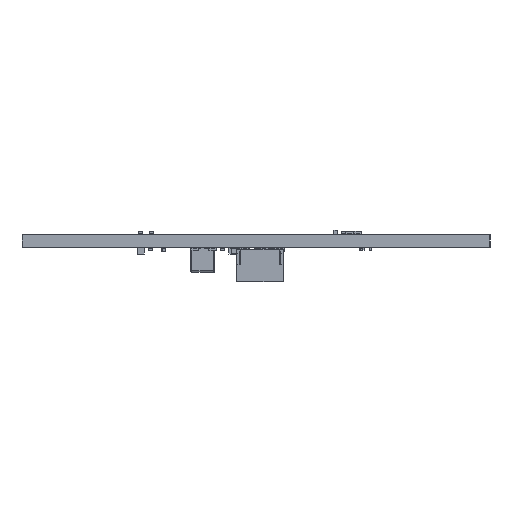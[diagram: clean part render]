
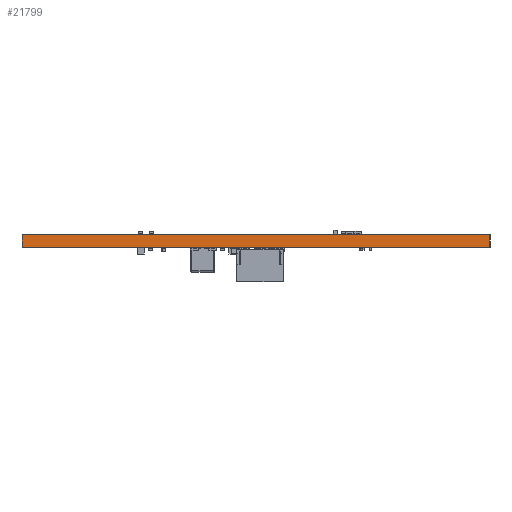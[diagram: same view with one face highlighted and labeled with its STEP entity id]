
A CAD part, left-side view. The second image highlights one B-rep face of the part: STEP entity #21799.
In plain terms, the highlighted planar face has unit normal (-1, 0, 0).
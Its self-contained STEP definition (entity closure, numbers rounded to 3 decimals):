
#21799 = ADVANCED_FACE('',(#21800),#21814,.F.);
#21800 = FACE_BOUND('',#21801,.F.);
#21801 = EDGE_LOOP('',(#21802,#21837,#21865,#21893));
#21802 = ORIENTED_EDGE('',*,*,#21803,.T.);
#21803 = EDGE_CURVE('',#21804,#21806,#21808,.T.);
#21804 = VERTEX_POINT('',#21805);
#21805 = CARTESIAN_POINT('',(113.,-70.,0.));
#21806 = VERTEX_POINT('',#21807);
#21807 = CARTESIAN_POINT('',(113.,-70.,1.6));
#21808 = SURFACE_CURVE('',#21809,(#21813,#21825),.PCURVE_S1.);
#21809 = LINE('',#21810,#21811);
#21810 = CARTESIAN_POINT('',(113.,-70.,0.));
#21811 = VECTOR('',#21812,1.);
#21812 = DIRECTION('',(0.,0.,1.));
#21813 = PCURVE('',#21814,#21819);
#21814 = PLANE('',#21815);
#21815 = AXIS2_PLACEMENT_3D('',#21816,#21817,#21818);
#21816 = CARTESIAN_POINT('',(113.,-70.,0.));
#21817 = DIRECTION('',(1.,0.,-0.));
#21818 = DIRECTION('',(0.,-1.,0.));
#21819 = DEFINITIONAL_REPRESENTATION('',(#21820),#21824);
#21820 = LINE('',#21821,#21822);
#21821 = CARTESIAN_POINT('',(0.,0.));
#21822 = VECTOR('',#21823,1.);
#21823 = DIRECTION('',(0.,-1.));
#21824 = ( GEOMETRIC_REPRESENTATION_CONTEXT(2) 
PARAMETRIC_REPRESENTATION_CONTEXT() REPRESENTATION_CONTEXT('2D SPACE',''
  ) );
#21825 = PCURVE('',#21826,#21831);
#21826 = PLANE('',#21827);
#21827 = AXIS2_PLACEMENT_3D('',#21828,#21829,#21830);
#21828 = CARTESIAN_POINT('',(176.975,-70.,0.));
#21829 = DIRECTION('',(0.,-1.,0.));
#21830 = DIRECTION('',(-1.,0.,0.));
#21831 = DEFINITIONAL_REPRESENTATION('',(#21832),#21836);
#21832 = LINE('',#21833,#21834);
#21833 = CARTESIAN_POINT('',(63.975,0.));
#21834 = VECTOR('',#21835,1.);
#21835 = DIRECTION('',(0.,-1.));
#21836 = ( GEOMETRIC_REPRESENTATION_CONTEXT(2) 
PARAMETRIC_REPRESENTATION_CONTEXT() REPRESENTATION_CONTEXT('2D SPACE',''
  ) );
#21837 = ORIENTED_EDGE('',*,*,#21838,.T.);
#21838 = EDGE_CURVE('',#21806,#21839,#21841,.T.);
#21839 = VERTEX_POINT('',#21840);
#21840 = CARTESIAN_POINT('',(113.,-128.,1.6));
#21841 = SURFACE_CURVE('',#21842,(#21846,#21853),.PCURVE_S1.);
#21842 = LINE('',#21843,#21844);
#21843 = CARTESIAN_POINT('',(113.,-70.,1.6));
#21844 = VECTOR('',#21845,1.);
#21845 = DIRECTION('',(0.,-1.,0.));
#21846 = PCURVE('',#21814,#21847);
#21847 = DEFINITIONAL_REPRESENTATION('',(#21848),#21852);
#21848 = LINE('',#21849,#21850);
#21849 = CARTESIAN_POINT('',(0.,-1.6));
#21850 = VECTOR('',#21851,1.);
#21851 = DIRECTION('',(1.,0.));
#21852 = ( GEOMETRIC_REPRESENTATION_CONTEXT(2) 
PARAMETRIC_REPRESENTATION_CONTEXT() REPRESENTATION_CONTEXT('2D SPACE',''
  ) );
#21853 = PCURVE('',#21854,#21859);
#21854 = PLANE('',#21855);
#21855 = AXIS2_PLACEMENT_3D('',#21856,#21857,#21858);
#21856 = CARTESIAN_POINT('',(144.988,-99.,1.6));
#21857 = DIRECTION('',(0.,0.,1.));
#21858 = DIRECTION('',(1.,0.,-0.));
#21859 = DEFINITIONAL_REPRESENTATION('',(#21860),#21864);
#21860 = LINE('',#21861,#21862);
#21861 = CARTESIAN_POINT('',(-31.988,29.));
#21862 = VECTOR('',#21863,1.);
#21863 = DIRECTION('',(0.,-1.));
#21864 = ( GEOMETRIC_REPRESENTATION_CONTEXT(2) 
PARAMETRIC_REPRESENTATION_CONTEXT() REPRESENTATION_CONTEXT('2D SPACE',''
  ) );
#21865 = ORIENTED_EDGE('',*,*,#21866,.F.);
#21866 = EDGE_CURVE('',#21867,#21839,#21869,.T.);
#21867 = VERTEX_POINT('',#21868);
#21868 = CARTESIAN_POINT('',(113.,-128.,0.));
#21869 = SURFACE_CURVE('',#21870,(#21874,#21881),.PCURVE_S1.);
#21870 = LINE('',#21871,#21872);
#21871 = CARTESIAN_POINT('',(113.,-128.,0.));
#21872 = VECTOR('',#21873,1.);
#21873 = DIRECTION('',(0.,0.,1.));
#21874 = PCURVE('',#21814,#21875);
#21875 = DEFINITIONAL_REPRESENTATION('',(#21876),#21880);
#21876 = LINE('',#21877,#21878);
#21877 = CARTESIAN_POINT('',(58.,0.));
#21878 = VECTOR('',#21879,1.);
#21879 = DIRECTION('',(0.,-1.));
#21880 = ( GEOMETRIC_REPRESENTATION_CONTEXT(2) 
PARAMETRIC_REPRESENTATION_CONTEXT() REPRESENTATION_CONTEXT('2D SPACE',''
  ) );
#21881 = PCURVE('',#21882,#21887);
#21882 = PLANE('',#21883);
#21883 = AXIS2_PLACEMENT_3D('',#21884,#21885,#21886);
#21884 = CARTESIAN_POINT('',(113.,-128.,0.));
#21885 = DIRECTION('',(0.,1.,0.));
#21886 = DIRECTION('',(1.,0.,0.));
#21887 = DEFINITIONAL_REPRESENTATION('',(#21888),#21892);
#21888 = LINE('',#21889,#21890);
#21889 = CARTESIAN_POINT('',(0.,0.));
#21890 = VECTOR('',#21891,1.);
#21891 = DIRECTION('',(0.,-1.));
#21892 = ( GEOMETRIC_REPRESENTATION_CONTEXT(2) 
PARAMETRIC_REPRESENTATION_CONTEXT() REPRESENTATION_CONTEXT('2D SPACE',''
  ) );
#21893 = ORIENTED_EDGE('',*,*,#21894,.F.);
#21894 = EDGE_CURVE('',#21804,#21867,#21895,.T.);
#21895 = SURFACE_CURVE('',#21896,(#21900,#21907),.PCURVE_S1.);
#21896 = LINE('',#21897,#21898);
#21897 = CARTESIAN_POINT('',(113.,-70.,0.));
#21898 = VECTOR('',#21899,1.);
#21899 = DIRECTION('',(0.,-1.,0.));
#21900 = PCURVE('',#21814,#21901);
#21901 = DEFINITIONAL_REPRESENTATION('',(#21902),#21906);
#21902 = LINE('',#21903,#21904);
#21903 = CARTESIAN_POINT('',(0.,0.));
#21904 = VECTOR('',#21905,1.);
#21905 = DIRECTION('',(1.,0.));
#21906 = ( GEOMETRIC_REPRESENTATION_CONTEXT(2) 
PARAMETRIC_REPRESENTATION_CONTEXT() REPRESENTATION_CONTEXT('2D SPACE',''
  ) );
#21907 = PCURVE('',#21908,#21913);
#21908 = PLANE('',#21909);
#21909 = AXIS2_PLACEMENT_3D('',#21910,#21911,#21912);
#21910 = CARTESIAN_POINT('',(144.988,-99.,0.));
#21911 = DIRECTION('',(0.,0.,1.));
#21912 = DIRECTION('',(1.,0.,-0.));
#21913 = DEFINITIONAL_REPRESENTATION('',(#21914),#21918);
#21914 = LINE('',#21915,#21916);
#21915 = CARTESIAN_POINT('',(-31.988,29.));
#21916 = VECTOR('',#21917,1.);
#21917 = DIRECTION('',(0.,-1.));
#21918 = ( GEOMETRIC_REPRESENTATION_CONTEXT(2) 
PARAMETRIC_REPRESENTATION_CONTEXT() REPRESENTATION_CONTEXT('2D SPACE',''
  ) );
